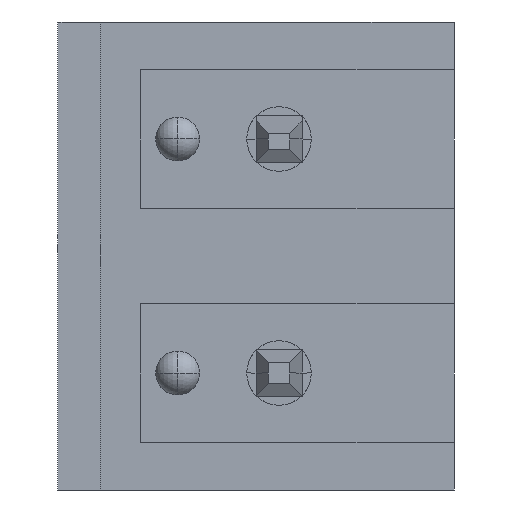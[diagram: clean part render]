
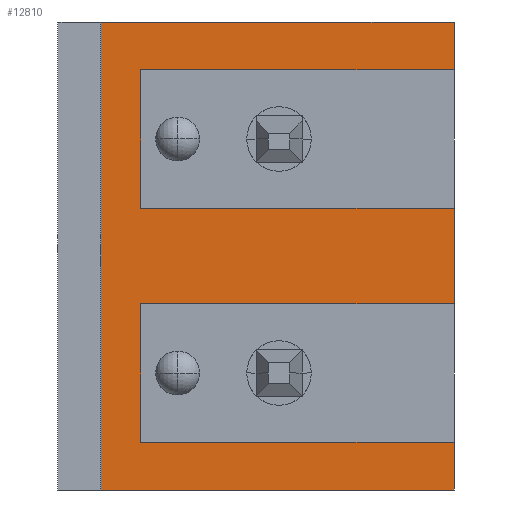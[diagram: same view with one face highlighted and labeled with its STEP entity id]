
A CAD part, front view. The second image highlights one B-rep face of the part: STEP entity #12810.
In plain terms, the highlighted face is planar.
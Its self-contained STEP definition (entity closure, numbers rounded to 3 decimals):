
#4260=CARTESIAN_POINT('',(36.627,44.573,
   -1.5));
#4270=VERTEX_POINT('',#4260);
#4320=CARTESIAN_POINT('',(36.627,44.573,
   0.));
#4330=DIRECTION('',(0.,0.,
   1.));
#4340=VECTOR('',#4330,1.);
#4350=LINE('',#4320,#4340);
#4360=CARTESIAN_POINT('',(36.627,44.573,
   1.5));
#4370=VERTEX_POINT('',#4360);
#4380=EDGE_CURVE('',#4270,#4370,#4350,.T.);
#6880=CARTESIAN_POINT('',(36.627,37.773,
   2.54));
#6890=VERTEX_POINT('',#6880);
#6920=CARTESIAN_POINT('',(36.627,0.,
   2.54));
#6930=DIRECTION('',(0.,1.,
   0.));
#6940=VECTOR('',#6930,1.);
#6950=LINE('',#6920,#6940);
#6960=CARTESIAN_POINT('',(36.627,45.443,
   2.54));
#6970=VERTEX_POINT('',#6960);
#6980=EDGE_CURVE('',#6890,#6970,#6950,.T.);
#10090=CARTESIAN_POINT('',(36.627,0.
   ,1.5));
#10100=DIRECTION('',(0.,-1.,
   0.));
#10110=VECTOR('',#10100,1.);
#10120=LINE('',#10090,#10110);
#10130=CARTESIAN_POINT('',(36.627,37.773
   ,1.5));
#10140=VERTEX_POINT('',#10130);
#10150=EDGE_CURVE('',#4370,#10140,#10120,.T.);
#11120=CARTESIAN_POINT('',(36.627,44.573
   ,-3.58));
#11130=VERTEX_POINT('',#11120);
#11180=CARTESIAN_POINT('',(36.627,0.
   ,-3.58));
#11190=DIRECTION('',(0.,1.,
   0.));
#11200=VECTOR('',#11190,1.);
#11210=LINE('',#11180,#11200);
#11220=CARTESIAN_POINT('',(36.627,37.773
   ,-3.58));
#11230=VERTEX_POINT('',#11220);
#11240=EDGE_CURVE('',#11230,#11130,#11210,.T.);
#12120=CARTESIAN_POINT('',(36.627,44.573
   ,-0.08));
#12130=DIRECTION('',(-1.,0.,
   0.));
#12140=DIRECTION('',(0.,1.,
   0.));
#12150=AXIS2_PLACEMENT_3D('',#12120,#12130,#12140);
#12160=PLANE('',#12150);
#12170=CARTESIAN_POINT('',(36.627,0.
   ,-6.58));
#12180=DIRECTION('',(0.,-1.,
   0.));
#12190=VECTOR('',#12180,1.);
#12200=LINE('',#12170,#12190);
#12210=CARTESIAN_POINT('',(36.627,44.573
   ,-6.58));
#12220=VERTEX_POINT('',#12210);
#12230=CARTESIAN_POINT('',(36.627,37.773
   ,-6.58));
#12240=VERTEX_POINT('',#12230);
#12250=EDGE_CURVE('',#12220,#12240,#12200,.T.);
#12260=ORIENTED_EDGE('',*,*,#12250,.F.);
#12270=CARTESIAN_POINT('',(36.627,37.773
   ,-0.08));
#12280=DIRECTION('',(0.,0.,
   1.));
#12290=VECTOR('',#12280,1.);
#12300=LINE('',#12270,#12290);
#12310=CARTESIAN_POINT('',(36.627,37.773
   ,-7.62));
#12320=VERTEX_POINT('',#12310);
#12330=EDGE_CURVE('',#12320,#12240,#12300,.T.);
#12340=ORIENTED_EDGE('',*,*,#12330,.T.);
#12350=CARTESIAN_POINT('',(36.627,0.
   ,-7.62));
#12360=DIRECTION('',(0.,1.,
   0.));
#12370=VECTOR('',#12360,1.);
#12380=LINE('',#12350,#12370);
#12390=CARTESIAN_POINT('',(36.627,45.443
   ,-7.62));
#12400=VERTEX_POINT('',#12390);
#12410=EDGE_CURVE('',#12320,#12400,#12380,.T.);
#12420=ORIENTED_EDGE('',*,*,#12410,.F.);
#12430=CARTESIAN_POINT('',(36.627,45.443
   ,0.));
#12440=DIRECTION('',(0.,0.,
   -1.));
#12450=VECTOR('',#12440,1.);
#12460=LINE('',#12430,#12450);
#12470=EDGE_CURVE('',#6970,#12400,#12460,.T.);
#12480=ORIENTED_EDGE('',*,*,#12470,.T.);
#12490=ORIENTED_EDGE('',*,*,#6980,.T.);
#12500=CARTESIAN_POINT('',(36.627,37.773
   ,0.));
#12510=DIRECTION('',(0.,0.,
   1.));
#12520=VECTOR('',#12510,1.);
#12530=LINE('',#12500,#12520);
#12540=EDGE_CURVE('',#10140,#6890,#12530,.T.);
#12550=ORIENTED_EDGE('',*,*,#12540,.T.);
#12560=ORIENTED_EDGE('',*,*,#10150,.T.);
#12570=ORIENTED_EDGE('',*,*,#4380,.T.);
#12580=CARTESIAN_POINT('',(36.627,0.
   ,-1.5));
#12590=DIRECTION('',(0.,-1.,
   0.));
#12600=VECTOR('',#12590,1.);
#12610=LINE('',#12580,#12600);
#12620=CARTESIAN_POINT('',(36.627,37.773
   ,-1.5));
#12630=VERTEX_POINT('',#12620);
#12640=EDGE_CURVE('',#4270,#12630,#12610,.T.);
#12650=ORIENTED_EDGE('',*,*,#12640,.F.);
#12660=CARTESIAN_POINT('',(36.627,37.773
   ,0.));
#12670=DIRECTION('',(0.,0.,
   -1.));
#12680=VECTOR('',#12670,1.);
#12690=LINE('',#12660,#12680);
#12700=EDGE_CURVE('',#12630,#11230,#12690,.T.);
#12710=ORIENTED_EDGE('',*,*,#12700,.F.);
#12720=ORIENTED_EDGE('',*,*,#11240,.F.);
#12730=CARTESIAN_POINT('',(36.627,44.573
   ,-0.08));
#12740=DIRECTION('',(0.,0.,
   1.));
#12750=VECTOR('',#12740,1.);
#12760=LINE('',#12730,#12750);
#12770=EDGE_CURVE('',#12220,#11130,#12760,.T.);
#12780=ORIENTED_EDGE('',*,*,#12770,.T.);
#12790=EDGE_LOOP('',(#12780,#12720,#12710,#12650,#12570,#12560,#12550,
   #12490,#12480,#12420,#12340,#12260));
#12800=FACE_OUTER_BOUND('',#12790,.T.);
#12810=ADVANCED_FACE('',(#12800),#12160,.T.);
